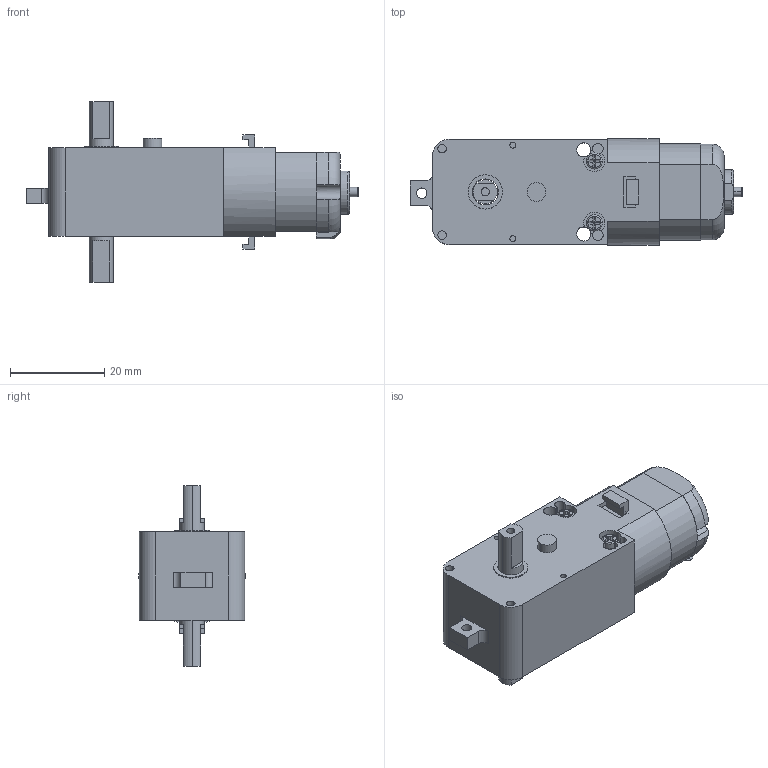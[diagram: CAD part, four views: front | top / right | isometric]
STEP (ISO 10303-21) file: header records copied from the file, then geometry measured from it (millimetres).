
FILE_DESCRIPTION (( 'STEP AP203' ), '1' );
FILE_NAME ('motoreducteur.STEP', '2017-02-20T14:09:30', ( '' ), ( '' ), 'SwSTEP 2.0', 'SolidWorks 2012', '' );
FILE_SCHEMA (( 'CONFIG_CONTROL_DESIGN' ));
Length unit declared in the file: millimetre
Products named in the file (1): motoreducteur
Bounding box: 70.34 x 22.5 x 38.2 mm (x, y, z)
Volume: 23522.6 mm3; surface area: 8140.2 mm2
Topology: 3 solids, 3 shells, 234 faces, 607 edges, 396 vertices
Faces by surface type: plane 138, cylinder 84, torus 11, bspline 1
Entity records: 7452 total; most frequent: CARTESIAN_POINT 1525, DIRECTION 1236, ORIENTED_EDGE 1214, EDGE_CURVE 607, AXIS2_PLACEMENT_3D 431, VERTEX_POINT 396, LINE 374, VECTOR 374
